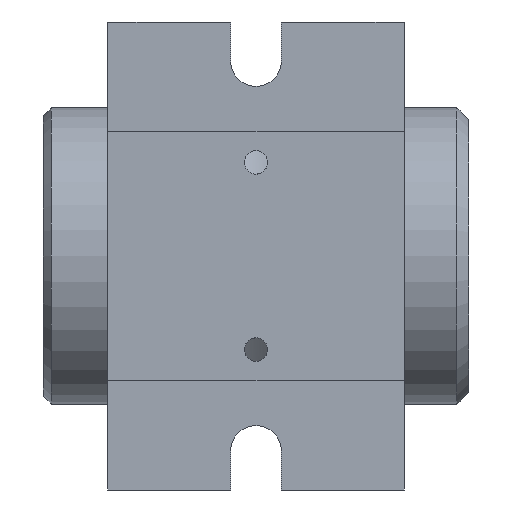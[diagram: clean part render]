
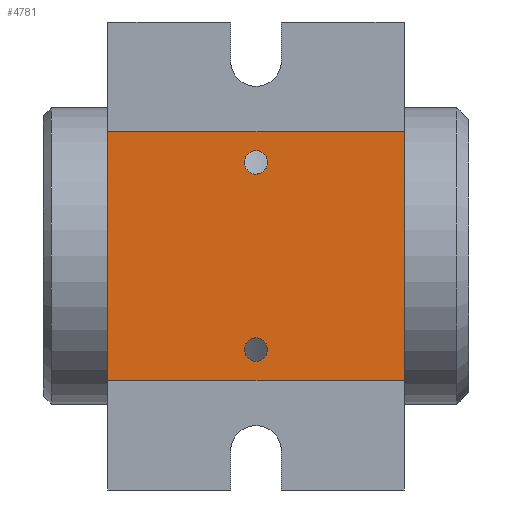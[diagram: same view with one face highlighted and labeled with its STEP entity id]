
A CAD part, front view. The second image highlights one B-rep face of the part: STEP entity #4781.
In plain terms, the highlighted planar face has unit normal (0, -1, 0).
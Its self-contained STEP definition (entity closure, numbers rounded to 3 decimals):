
#60 = AXIS2_PLACEMENT_3D ( 'NONE', #5800, #1210, #5301 ) ;
#169 = AXIS2_PLACEMENT_3D ( 'NONE', #4769, #615, #2093 ) ;
#270 = FACE_BOUND ( 'NONE', #2368, .T. ) ;
#392 = VERTEX_POINT ( 'NONE', #854 ) ;
#564 = LINE ( 'NONE', #5729, #6448 ) ;
#615 = DIRECTION ( 'NONE',  ( 0., 1., 0. ) ) ;
#705 = VERTEX_POINT ( 'NONE', #2747 ) ;
#736 = FACE_BOUND ( 'NONE', #1016, .T. ) ;
#854 = CARTESIAN_POINT ( 'NONE',  ( 0., -21.8, 13.5 ) ) ;
#1016 = EDGE_LOOP ( 'NONE', ( #6202 ) ) ;
#1210 = DIRECTION ( 'NONE',  ( 0., -1., 0. ) ) ;
#1320 = ORIENTED_EDGE ( 'NONE', *, *, #1693, .F. ) ;
#1334 = CARTESIAN_POINT ( 'NONE',  ( 19., -21.8, 0. ) ) ;
#1395 = DIRECTION ( 'NONE',  ( 0., 0., -1. ) ) ;
#1635 = EDGE_CURVE ( 'NONE', #3236, #2606, #2404, .T. ) ;
#1693 = EDGE_CURVE ( 'NONE', #4691, #2196, #6301, .T. ) ;
#1737 = DIRECTION ( 'NONE',  ( 0., 0., -1. ) ) ;
#2093 = DIRECTION ( 'NONE',  ( 0., 0., -1. ) ) ;
#2196 = VERTEX_POINT ( 'NONE', #5471 ) ;
#2316 = PLANE ( 'NONE',  #60 ) ;
#2368 = EDGE_LOOP ( 'NONE', ( #4184 ) ) ;
#2404 = LINE ( 'NONE', #4880, #4724 ) ;
#2434 = CARTESIAN_POINT ( 'NONE',  ( 0., -21.8, 12. ) ) ;
#2606 = VERTEX_POINT ( 'NONE', #6442 ) ;
#2715 = VECTOR ( 'NONE', #2739, 1000. ) ;
#2739 = DIRECTION ( 'NONE',  ( -1., 0., 0. ) ) ;
#2747 = CARTESIAN_POINT ( 'NONE',  ( 0., -21.8, -13.5 ) ) ;
#2801 = EDGE_LOOP ( 'NONE', ( #3888, #4040, #3819, #1320 ) ) ;
#3236 = VERTEX_POINT ( 'NONE', #5755 ) ;
#3371 = EDGE_CURVE ( 'NONE', #4691, #3236, #5922, .T. ) ;
#3455 = DIRECTION ( 'NONE',  ( 1., 0., 0. ) ) ;
#3545 = VECTOR ( 'NONE', #1737, 1000. ) ;
#3729 = CARTESIAN_POINT ( 'NONE',  ( -19., -21.8, 16. ) ) ;
#3795 = CIRCLE ( 'NONE', #169, 1.5 ) ;
#3819 = ORIENTED_EDGE ( 'NONE', *, *, #5228, .T. ) ;
#3856 = DIRECTION ( 'NONE',  ( 0., 1., 0. ) ) ;
#3888 = ORIENTED_EDGE ( 'NONE', *, *, #3371, .T. ) ;
#4040 = ORIENTED_EDGE ( 'NONE', *, *, #1635, .T. ) ;
#4184 = ORIENTED_EDGE ( 'NONE', *, *, #4366, .T. ) ;
#4366 = EDGE_CURVE ( 'NONE', #705, #705, #3795, .T. ) ;
#4608 = CIRCLE ( 'NONE', #4624, 1.5 ) ;
#4624 = AXIS2_PLACEMENT_3D ( 'NONE', #2434, #3856, #5921 ) ;
#4691 = VERTEX_POINT ( 'NONE', #5161 ) ;
#4724 = VECTOR ( 'NONE', #1395, 1000. ) ;
#4769 = CARTESIAN_POINT ( 'NONE',  ( 0., -21.8, -12. ) ) ;
#4781 = ADVANCED_FACE ( 'NONE', ( #270, #736, #6378 ), #2316, .T. ) ;
#4880 = CARTESIAN_POINT ( 'NONE',  ( -19., -21.8, 0. ) ) ;
#5161 = CARTESIAN_POINT ( 'NONE',  ( 19., -21.8, 16. ) ) ;
#5228 = EDGE_CURVE ( 'NONE', #2606, #2196, #564, .T. ) ;
#5301 = DIRECTION ( 'NONE',  ( 0., 0., -1. ) ) ;
#5471 = CARTESIAN_POINT ( 'NONE',  ( 19., -21.8, -16. ) ) ;
#5729 = CARTESIAN_POINT ( 'NONE',  ( -19., -21.8, -16. ) ) ;
#5755 = CARTESIAN_POINT ( 'NONE',  ( -19., -21.8, 16. ) ) ;
#5800 = CARTESIAN_POINT ( 'NONE',  ( -19., -21.8, 0. ) ) ;
#5921 = DIRECTION ( 'NONE',  ( 0., 0., 1. ) ) ;
#5922 = LINE ( 'NONE', #3729, #2715 ) ;
#6019 = EDGE_CURVE ( 'NONE', #392, #392, #4608, .T. ) ;
#6202 = ORIENTED_EDGE ( 'NONE', *, *, #6019, .T. ) ;
#6301 = LINE ( 'NONE', #1334, #3545 ) ;
#6378 = FACE_OUTER_BOUND ( 'NONE', #2801, .T. ) ;
#6442 = CARTESIAN_POINT ( 'NONE',  ( -19., -21.8, -16. ) ) ;
#6448 = VECTOR ( 'NONE', #3455, 1000. ) ;
